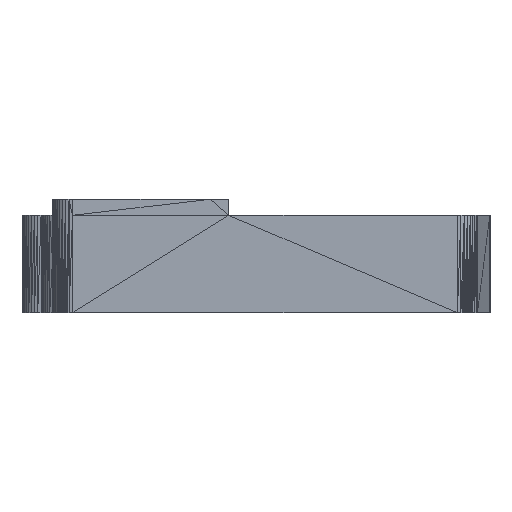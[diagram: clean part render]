
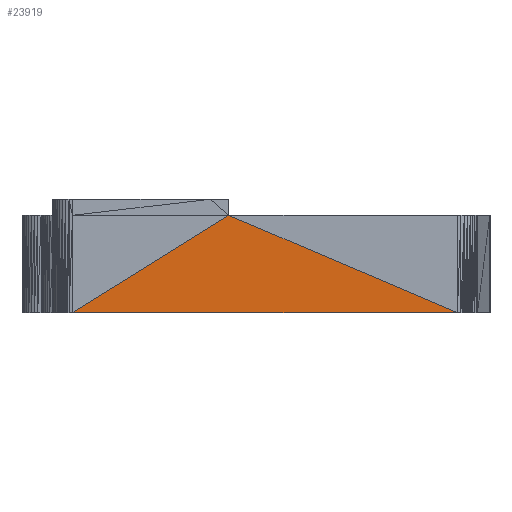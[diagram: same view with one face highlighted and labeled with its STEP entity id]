
A CAD part, left-side view. The second image highlights one B-rep face of the part: STEP entity #23919.
In plain terms, the highlighted planar face has unit normal (-1, 0, 0).
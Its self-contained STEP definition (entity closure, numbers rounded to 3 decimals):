
#23919 = ADVANCED_FACE('',(#23920),#23946,.T.);
#23920 = FACE_BOUND('',#23921,.T.);
#23921 = EDGE_LOOP('',(#23922,#23932,#23940));
#23922 = ORIENTED_EDGE('',*,*,#23923,.F.);
#23923 = EDGE_CURVE('',#23924,#23926,#23928,.T.);
#23924 = VERTEX_POINT('',#23925);
#23925 = CARTESIAN_POINT('',(256.,-71.41,0.));
#23926 = VERTEX_POINT('',#23927);
#23927 = CARTESIAN_POINT('',(256.,-110.41,24.3));
#23928 = LINE('',#23929,#23930);
#23929 = CARTESIAN_POINT('',(256.,-71.41,0.));
#23930 = VECTOR('',#23931,1.);
#23931 = DIRECTION('',(0.,-0.849,0.529));
#23932 = ORIENTED_EDGE('',*,*,#23933,.F.);
#23933 = EDGE_CURVE('',#23934,#23924,#23936,.T.);
#23934 = VERTEX_POINT('',#23935);
#23935 = CARTESIAN_POINT('',(256.,-167.41,0.));
#23936 = LINE('',#23937,#23938);
#23937 = CARTESIAN_POINT('',(256.,-167.41,0.));
#23938 = VECTOR('',#23939,1.);
#23939 = DIRECTION('',(0.,1.,0.));
#23940 = ORIENTED_EDGE('',*,*,#23941,.T.);
#23941 = EDGE_CURVE('',#23934,#23926,#23942,.T.);
#23942 = LINE('',#23943,#23944);
#23943 = CARTESIAN_POINT('',(256.,-167.41,0.));
#23944 = VECTOR('',#23945,1.);
#23945 = DIRECTION('',(0.,0.92,0.392));
#23946 = PLANE('',#23947);
#23947 = AXIS2_PLACEMENT_3D('',#23948,#23949,#23950);
#23948 = CARTESIAN_POINT('',(256.,-118.913,6.43));
#23949 = DIRECTION('',(-1.,-0.,-0.));
#23950 = DIRECTION('',(0.,0.,-1.));
